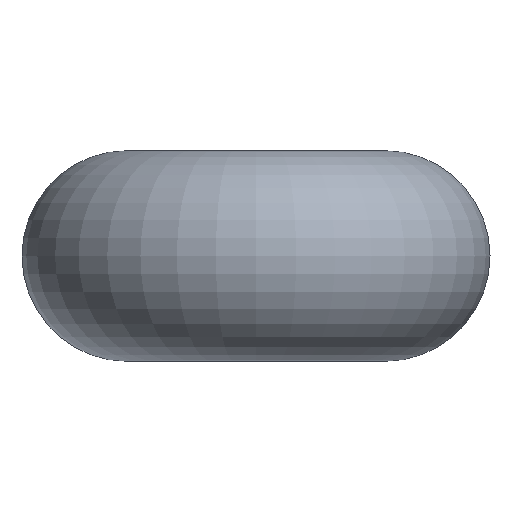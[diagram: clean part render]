
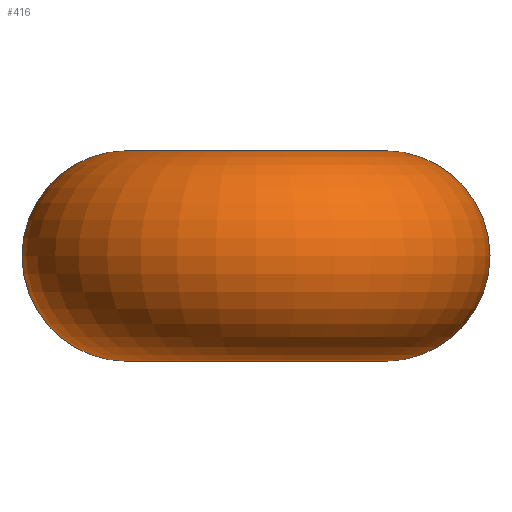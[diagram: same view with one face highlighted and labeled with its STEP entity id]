
A CAD part, left-side view. The second image highlights one B-rep face of the part: STEP entity #416.
In plain terms, the highlighted toroidal (fillet/blend) face has major radius 3.493 mm and minor radius 2.857 mm.
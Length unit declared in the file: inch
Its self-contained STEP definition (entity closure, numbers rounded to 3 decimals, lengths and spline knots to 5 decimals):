
#5 = AXIS2_PLACEMENT_3D ( 'NONE', #179, #108, #173 ) ;
#10 = CARTESIAN_POINT ( 'NONE',  ( -1.64421, 0., 0.1125 ) ) ;
#22 = EDGE_CURVE ( 'NONE', #322, #302, #287, .T. ) ;
#23 = CARTESIAN_POINT ( 'NONE',  ( -1.55919, -0.10806, 0. ) ) ;
#24 = CIRCLE ( 'NONE', #5, 0.1125 ) ;
#25 = ORIENTED_EDGE ( 'NONE', *, *, #545, .F. ) ;
#56 = VERTEX_POINT ( 'NONE', #496 ) ;
#80 = EDGE_CURVE ( 'NONE', #322, #229, #313, .T. ) ;
#81 = DIRECTION ( 'NONE',  ( 0.786, -0.618, 0. ) ) ;
#83 = AXIS2_PLACEMENT_3D ( 'NONE', #304, #494, #550 ) ;
#88 = CARTESIAN_POINT ( 'NONE',  ( -1.64421, 0., 0. ) ) ;
#102 = DIRECTION ( 'NONE',  ( 0., 0., -1. ) ) ;
#108 = DIRECTION ( 'NONE',  ( -0.786, -0.618, 0. ) ) ;
#116 = ORIENTED_EDGE ( 'NONE', *, *, #316, .F. ) ;
#143 = EDGE_LOOP ( 'NONE', ( #177, #161, #542, #573, #25, #116 ) ) ;
#161 = ORIENTED_EDGE ( 'NONE', *, *, #22, .T. ) ;
#171 = AXIS2_PLACEMENT_3D ( 'NONE', #329, #81, #230 ) ;
#173 = DIRECTION ( 'NONE',  ( 0., 0., -1. ) ) ;
#177 = ORIENTED_EDGE ( 'NONE', *, *, #80, .F. ) ;
#178 = EDGE_CURVE ( 'NONE', #240, #56, #24, .T. ) ;
#179 = CARTESIAN_POINT ( 'NONE',  ( -1.55919, -0.10806, 0. ) ) ;
#180 = DIRECTION ( 'NONE',  ( 0., 0., -1. ) ) ;
#205 = DIRECTION ( 'NONE',  ( 0.786, -0.618, 0. ) ) ;
#215 = AXIS2_PLACEMENT_3D ( 'NONE', #88, #290, #403 ) ;
#229 = VERTEX_POINT ( 'NONE', #551 ) ;
#230 = DIRECTION ( 'NONE',  ( 0., 0., -1. ) ) ;
#240 = VERTEX_POINT ( 'NONE', #408 ) ;
#241 = CARTESIAN_POINT ( 'NONE',  ( -1.55919, 0.10806, 0. ) ) ;
#263 = CIRCLE ( 'NONE', #368, 0.1125 ) ;
#273 = CARTESIAN_POINT ( 'NONE',  ( -1.55919, 0.10806, 0.1125 ) ) ;
#277 = EDGE_CURVE ( 'NONE', #302, #240, #430, .T. ) ;
#287 = CIRCLE ( 'NONE', #83, 0.1375 ) ;
#290 = DIRECTION ( 'NONE',  ( 0., 0., 1. ) ) ;
#302 = VERTEX_POINT ( 'NONE', #441 ) ;
#304 = CARTESIAN_POINT ( 'NONE',  ( -1.64421, 0., -0.1125 ) ) ;
#313 = CIRCLE ( 'NONE', #171, 0.1125 ) ;
#316 = EDGE_CURVE ( 'NONE', #229, #444, #263, .T. ) ;
#322 = VERTEX_POINT ( 'NONE', #553 ) ;
#329 = CARTESIAN_POINT ( 'NONE',  ( -1.55919, 0.10806, 0. ) ) ;
#368 = AXIS2_PLACEMENT_3D ( 'NONE', #241, #205, #180 ) ;
#389 = CIRCLE ( 'NONE', #435, 0.1375 ) ;
#399 = DIRECTION ( 'NONE',  ( 1., 0., 0. ) ) ;
#403 = DIRECTION ( 'NONE',  ( 1., 0., 0. ) ) ;
#408 = CARTESIAN_POINT ( 'NONE',  ( -1.48962, -0.19647, 0. ) ) ;
#416 = ADVANCED_FACE ( 'NONE', ( #507 ), #570, .T. ) ;
#430 = CIRCLE ( 'NONE', #449, 0.1125 ) ;
#435 = AXIS2_PLACEMENT_3D ( 'NONE', #10, #438, #399 ) ;
#438 = DIRECTION ( 'NONE',  ( 0., 0., 1. ) ) ;
#441 = CARTESIAN_POINT ( 'NONE',  ( -1.55919, -0.10806, -0.1125 ) ) ;
#444 = VERTEX_POINT ( 'NONE', #273 ) ;
#449 = AXIS2_PLACEMENT_3D ( 'NONE', #23, #572, #102 ) ;
#494 = DIRECTION ( 'NONE',  ( 0., 0., 1. ) ) ;
#496 = CARTESIAN_POINT ( 'NONE',  ( -1.55919, -0.10806, 0.1125 ) ) ;
#507 = FACE_OUTER_BOUND ( 'NONE', #143, .T. ) ;
#542 = ORIENTED_EDGE ( 'NONE', *, *, #277, .T. ) ;
#545 = EDGE_CURVE ( 'NONE', #444, #56, #389, .T. ) ;
#550 = DIRECTION ( 'NONE',  ( 1., 0., 0. ) ) ;
#551 = CARTESIAN_POINT ( 'NONE',  ( -1.48962, 0.19647, 0. ) ) ;
#553 = CARTESIAN_POINT ( 'NONE',  ( -1.55919, 0.10806, -0.1125 ) ) ;
#570 = TOROIDAL_SURFACE ( 'NONE', #215, 0.1375, 0.1125 ) ;
#572 = DIRECTION ( 'NONE',  ( -0.786, -0.618, 0. ) ) ;
#573 = ORIENTED_EDGE ( 'NONE', *, *, #178, .T. ) ;
